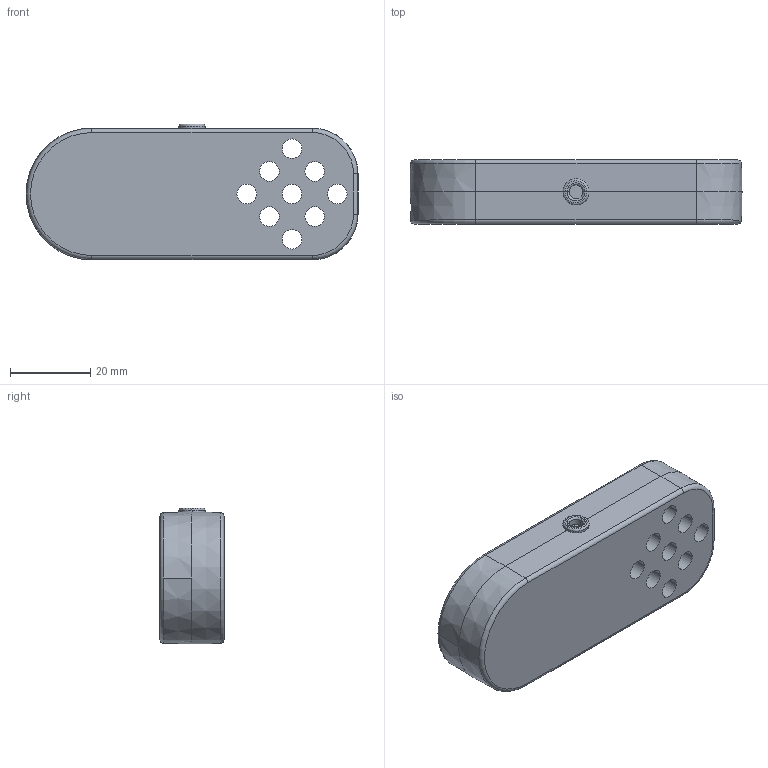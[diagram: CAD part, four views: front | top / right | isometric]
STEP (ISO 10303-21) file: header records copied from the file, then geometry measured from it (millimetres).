
FILE_DESCRIPTION (( 'STEP AP214' ), '1' );
FILE_NAME ('摄像头法兰-可外发.STEP', '2023-04-21T07:00:09', ( '' ), ( '' ), 'SwSTEP 2.0', 'SolidWorks 2018', '' );
FILE_SCHEMA (( 'AUTOMOTIVE_DESIGN' ));
Length unit declared in the file: millimetre
Products named in the file (1): 摄像头法兰-可外发
Bounding box: 82.97 x 16 x 33.97 mm (x, y, z)
Volume: 37748 mm3; surface area: 10633.7 mm2
Topology: 1 solids, 1 shells, 114 faces, 275 edges, 172 vertices
Faces by surface type: cylinder 50, plane 34, cone 18, bspline 6, torus 6
Entity records: 4156 total; most frequent: CARTESIAN_POINT 1376, DIRECTION 589, ORIENTED_EDGE 550, EDGE_CURVE 275, AXIS2_PLACEMENT_3D 238, VERTEX_POINT 172, EDGE_LOOP 143, CIRCLE 129
